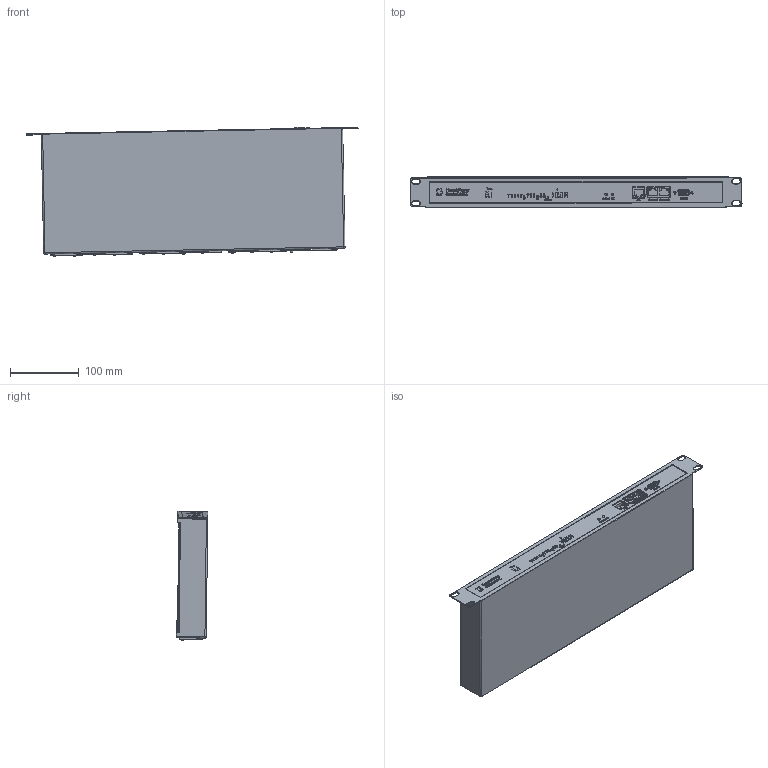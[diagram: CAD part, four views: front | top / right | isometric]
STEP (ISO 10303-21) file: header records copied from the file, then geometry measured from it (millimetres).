
FILE_DESCRIPTION (( 'STEP AP214' ), '1' );
FILE_NAME ('8041-2 R2 MODEL FINAL UPDATED 19-12-2022(labelling updated).STEP', '2022-12-22T17:20:46', ( '' ), ( '' ), 'SwSTEP 2.0', 'SolidWorks 2018', '' );
FILE_SCHEMA (( 'AUTOMOTIVE_DESIGN' ));
Length unit declared in the file: millimetre
Products named in the file (1): 8041-2 R2 MODEL FINAL UPDATED 19-12-2022(labelling updated)
Bounding box: 482.95 x 45.79 x 188.25 mm (x, y, z)
Volume: 3151178.3 mm3; surface area: 248296 mm2
Topology: 152 solids, 152 shells, 5625 faces, 14289 edges, 9057 vertices
Faces by surface type: cylinder 1887, plane 1731, bspline 1137, torus 682, sphere 156, cone 32
Entity records: 261986 total; most frequent: CARTESIAN_POINT 70396, ORIENTED_EDGE 28404, DIRECTION 24613, EDGE_CURVE 14202, AXIS2_PLACEMENT_3D 9015, VERTEX_POINT 9011, LINE 6583, VECTOR 6583
